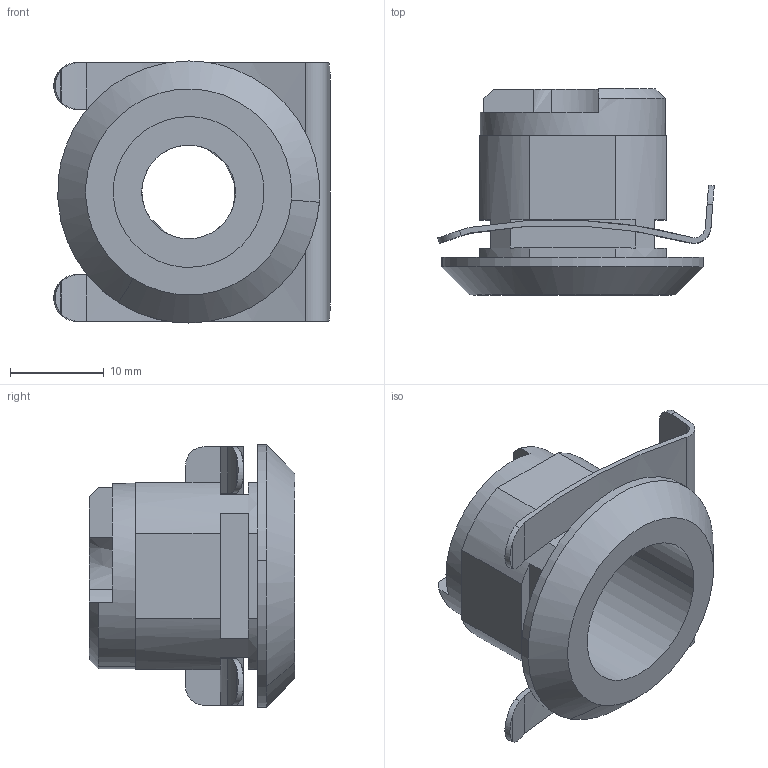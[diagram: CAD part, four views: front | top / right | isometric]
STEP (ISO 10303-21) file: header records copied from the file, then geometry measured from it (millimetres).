
FILE_DESCRIPTION((''),'2;1');
FILE_NAME('','2006-10-27T18:51:07',(''),(''),'','CADfix','');
FILE_SCHEMA(('AUTOMOTIVE_DESIGN'));
Length unit declared in the file: millimetre
Products named in the file (3): retainer; housing; TEA_1000_U709_12503_36
Assembly tree (2 placements, depth 2):
  TEA_1000_U709_12503_36
    retainer
    housing
Bounding box: 29.53 x 22 x 28 mm (x, y, z)
Volume: 4502 mm3; surface area: 4598.2 mm2
Topology: 2 solids, 2 shells, 71 faces, 209 edges, 144 vertices
Faces by surface type: bspline 71
Entity records: 2492 total; most frequent: CARTESIAN_POINT 1266, ORIENTED_EDGE 418, EDGE_CURVE 209, VERTEX_POINT 144, QUASI_UNIFORM_CURVE 106, EDGE_LOOP 75, FACE_OUTER_BOUND 71, ADVANCED_FACE 71
